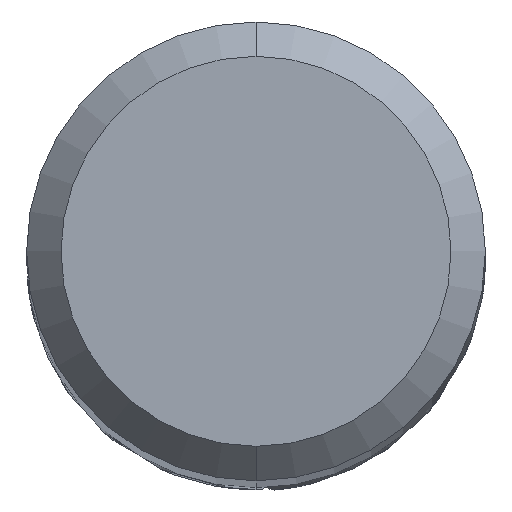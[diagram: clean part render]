
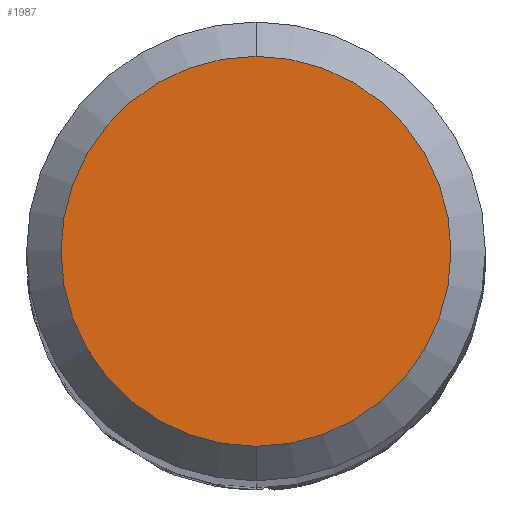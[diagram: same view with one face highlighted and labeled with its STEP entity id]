
A CAD part, top view. The second image highlights one B-rep face of the part: STEP entity #1987.
In plain terms, the highlighted planar face has unit normal (0, 0, 1).
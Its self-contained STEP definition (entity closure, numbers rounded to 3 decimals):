
#1211=EDGE_CURVE('',#1837,#2141,#2717,.T.);
#1815=EDGE_CURVE('',#2141,#1837,#3369,.T.);
#1837=VERTEX_POINT('',#3392);
#1987=ADVANCED_FACE('',(#3554),#3555,.T.);
#2141=VERTEX_POINT('',#3723);
#2717=CIRCLE('',#6428,1.7);
#3369=CIRCLE('',#9164,1.7);
#3392=CARTESIAN_POINT('',(0.,-1.7,0.0));
#3554=FACE_OUTER_BOUND('',#10156,.T.);
#3555=PLANE('',#10157);
#3723=CARTESIAN_POINT('',(0.0,1.7,0.0));
#6428=AXIS2_PLACEMENT_3D('',#12096,#12097,#12098);
#9164=AXIS2_PLACEMENT_3D('',#12761,#12762,#12763);
#10156=EDGE_LOOP('',(#12943,#12944));
#10157=AXIS2_PLACEMENT_3D('',#12945,#12946,#12947);
#12096=CARTESIAN_POINT('',(0.0,0.0,0.0));
#12097=DIRECTION('',(0.0,0.0,-1.0));
#12098=DIRECTION('',(0.0,1.0,0.0));
#12761=CARTESIAN_POINT('',(0.0,0.0,0.0));
#12762=DIRECTION('',(0.0,0.0,-1.0));
#12763=DIRECTION('',(0.0,1.0,0.0));
#12943=ORIENTED_EDGE('',*,*,#1815,.F.);
#12944=ORIENTED_EDGE('',*,*,#1211,.F.);
#12945=CARTESIAN_POINT('',(0.0,0.85,0.0));
#12946=DIRECTION('',(-0.0,0.0,1.0));
#12947=DIRECTION('',(0.0,-1.0,0.0));
